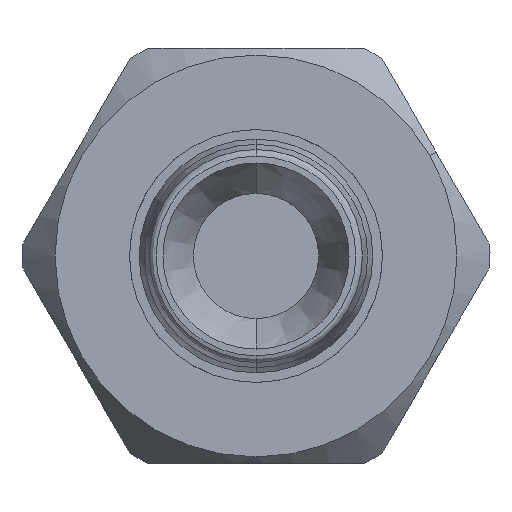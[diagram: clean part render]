
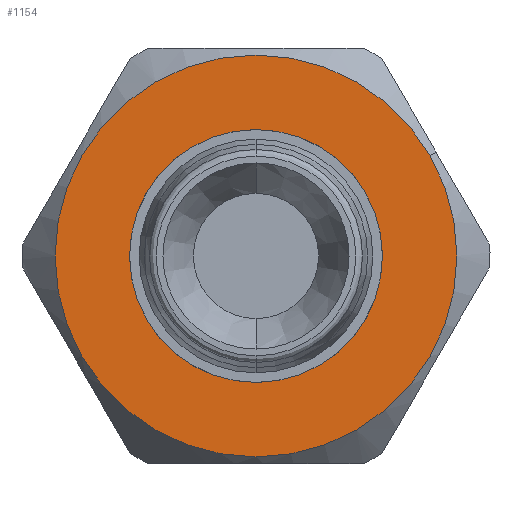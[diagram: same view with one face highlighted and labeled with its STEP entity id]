
A CAD part, left-side view. The second image highlights one B-rep face of the part: STEP entity #1154.
In plain terms, the highlighted face is planar.
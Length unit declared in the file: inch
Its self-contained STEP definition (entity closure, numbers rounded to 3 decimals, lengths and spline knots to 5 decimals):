
#54 = VERTEX_POINT ( 'NONE', #2789 ) ;
#303 = DIRECTION ( 'NONE',  ( 1., 0., 0. ) ) ;
#347 = CARTESIAN_POINT ( 'NONE',  ( 0.33945, -0.20444, -0.078 ) ) ;
#361 = CARTESIAN_POINT ( 'NONE',  ( 0.33945, 0.1523, 0.08793 ) ) ;
#386 = DIRECTION ( 'NONE',  ( 0., 1., 0. ) ) ;
#637 = VERTEX_POINT ( 'NONE', #4963 ) ;
#690 = CIRCLE ( 'NONE', #4729, 0.09 ) ;
#726 = CARTESIAN_POINT ( 'NONE',  ( 0.33945, 0., 0. ) ) ;
#755 = DIRECTION ( 'NONE',  ( -1., 0., 0. ) ) ;
#894 = EDGE_LOOP ( 'NONE', ( #5431, #3477, #1850, #6324 ) ) ;
#964 = CARTESIAN_POINT ( 'NONE',  ( 0.33945, -0.20444, 0.078 ) ) ;
#1011 = EDGE_CURVE ( 'NONE', #6243, #6499, #5225, .T. ) ;
#1154 = ADVANCED_FACE ( 'NONE', ( #2395, #6594 ), #3500, .T. ) ;
#1403 = DIRECTION ( 'NONE',  ( 0., 1., 0. ) ) ;
#1457 = DIRECTION ( 'NONE',  ( 0., -1., 0. ) ) ;
#1675 = DIRECTION ( 'NONE',  ( 1., 0., 0. ) ) ;
#1732 = ORIENTED_EDGE ( 'NONE', *, *, #4745, .F. ) ;
#1850 = ORIENTED_EDGE ( 'NONE', *, *, #6523, .T. ) ;
#1954 = CARTESIAN_POINT ( 'NONE',  ( 0.33945, -0.13077, -0.0755 ) ) ;
#2395 = FACE_BOUND ( 'NONE', #894, .T. ) ;
#2623 = VECTOR ( 'NONE', #1403, 39.37008 ) ;
#2678 = CARTESIAN_POINT ( 'NONE',  ( 0.33945, 0., 0. ) ) ;
#2789 = CARTESIAN_POINT ( 'NONE',  ( 0.33945, -0.0449, 0.078 ) ) ;
#2820 = AXIS2_PLACEMENT_3D ( 'NONE', #726, #755, #3456 ) ;
#2911 = CIRCLE ( 'NONE', #4883, 0.151 ) ;
#2966 = AXIS2_PLACEMENT_3D ( 'NONE', #361, #5072, #3540 ) ;
#3169 = CARTESIAN_POINT ( 'NONE',  ( 0.33945, 0., 0. ) ) ;
#3456 = DIRECTION ( 'NONE',  ( 0., -0.866, -0.5 ) ) ;
#3477 = ORIENTED_EDGE ( 'NONE', *, *, #1011, .F. ) ;
#3500 = PLANE ( 'NONE',  #2966 ) ;
#3540 = DIRECTION ( 'NONE',  ( 0., 0.866, 0.5 ) ) ;
#3590 = AXIS2_PLACEMENT_3D ( 'NONE', #4509, #303, #386 ) ;
#3745 = DIRECTION ( 'NONE',  ( 0., 1., 0. ) ) ;
#4229 = DIRECTION ( 'NONE',  ( -1., 0., 0. ) ) ;
#4436 = LINE ( 'NONE', #347, #6251 ) ;
#4509 = CARTESIAN_POINT ( 'NONE',  ( 0.33945, 0., 0. ) ) ;
#4691 = EDGE_LOOP ( 'NONE', ( #1732, #6124 ) ) ;
#4729 = AXIS2_PLACEMENT_3D ( 'NONE', #2678, #1675, #3745 ) ;
#4745 = EDGE_CURVE ( 'NONE', #5441, #5229, #2911, .T. ) ;
#4883 = AXIS2_PLACEMENT_3D ( 'NONE', #3169, #4229, #5263 ) ;
#4963 = CARTESIAN_POINT ( 'NONE',  ( 0.33945, -0.0449, -0.078 ) ) ;
#5072 = DIRECTION ( 'NONE',  ( 1., 0., 0. ) ) ;
#5225 = CIRCLE ( 'NONE', #3590, 0.09 ) ;
#5229 = VERTEX_POINT ( 'NONE', #5685 ) ;
#5263 = DIRECTION ( 'NONE',  ( 0., -0.866, -0.5 ) ) ;
#5431 = ORIENTED_EDGE ( 'NONE', *, *, #6212, .T. ) ;
#5441 = VERTEX_POINT ( 'NONE', #1954 ) ;
#5578 = CIRCLE ( 'NONE', #2820, 0.151 ) ;
#5645 = LINE ( 'NONE', #964, #2623 ) ;
#5685 = CARTESIAN_POINT ( 'NONE',  ( 0.33945, 0.13077, 0.0755 ) ) ;
#6124 = ORIENTED_EDGE ( 'NONE', *, *, #6167, .F. ) ;
#6167 = EDGE_CURVE ( 'NONE', #5229, #5441, #5578, .T. ) ;
#6212 = EDGE_CURVE ( 'NONE', #54, #6499, #5645, .T. ) ;
#6243 = VERTEX_POINT ( 'NONE', #6607 ) ;
#6251 = VECTOR ( 'NONE', #1457, 39.37008 ) ;
#6324 = ORIENTED_EDGE ( 'NONE', *, *, #6444, .F. ) ;
#6444 = EDGE_CURVE ( 'NONE', #54, #637, #690, .T. ) ;
#6499 = VERTEX_POINT ( 'NONE', #6544 ) ;
#6523 = EDGE_CURVE ( 'NONE', #6243, #637, #4436, .T. ) ;
#6544 = CARTESIAN_POINT ( 'NONE',  ( 0.33945, 0.0449, 0.078 ) ) ;
#6594 = FACE_OUTER_BOUND ( 'NONE', #4691, .T. ) ;
#6607 = CARTESIAN_POINT ( 'NONE',  ( 0.33945, 0.0449, -0.078 ) ) ;
